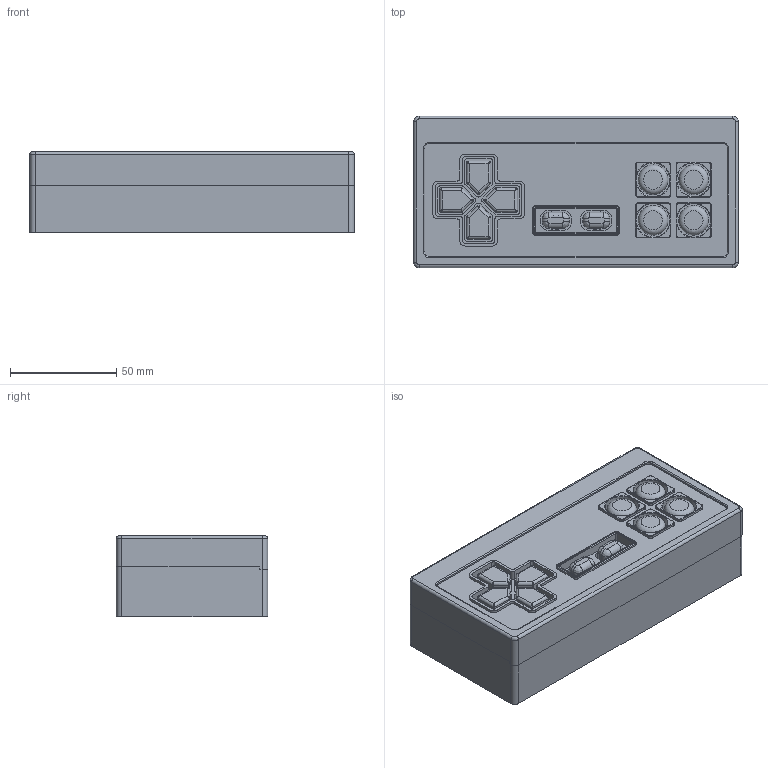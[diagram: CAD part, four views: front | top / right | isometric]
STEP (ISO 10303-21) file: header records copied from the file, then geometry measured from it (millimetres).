
FILE_DESCRIPTION(/* description */ (''),/* implementation_level */ '2;1');
FILE_NAME(/* name */ 'NES-Shortcut-Keyboard v45.step',/* time_stamp */ '2022-07-04T01:31:26-07:00',/* author */ (''),/* organization */ (''),/* preprocessor_version */ 'ST-DEVELOPER v19',/* originating_system */ 'Autodesk Translation Framework v11.7.0.108',/* authorisation */ '');
FILE_SCHEMA (('AUTOMOTIVE_DESIGN { 1 0 10303 214 3 1 1 }'));
Length unit declared in the file: inch
Products named in the file (10): NES-Shortcut-Keyboard; Feather PCB; Keys Prints; D-Pad; Select Start; ABXY; Standoffs; Top Case; Face; Bottom Case
Assembly tree (9 placements, depth 3):
  NES-Shortcut-Keyboard
    Feather PCB
    Keys Prints
      D-Pad
      Select Start
      ABXY
    Standoffs
    Top Case
      Face
    Bottom Case
Bounding box: 152.4 x 71.12 x 38.48 mm (x, y, z)
Volume: 144253.6 mm3; surface area: 107860.5 mm2
Topology: 29 solids, 29 shells, 1271 faces, 3462 edges, 2243 vertices
Faces by surface type: plane 675, cylinder 512, bspline 68, torus 16
Full cylindrical faces by diameter (mm): 2.5 x15, 2.54 x4, 3 x13, 4 x16, 10.16 x1, 13.97 x4, 15.875 x4
Entity records: 43907 total; most frequent: CARTESIAN_POINT 10886, ORIENTED_EDGE 6884, DIRECTION 6870, EDGE_CURVE 3442, AXIS2_PLACEMENT_3D 2367, VERTEX_POINT 2243, LINE 2136, VECTOR 2136
